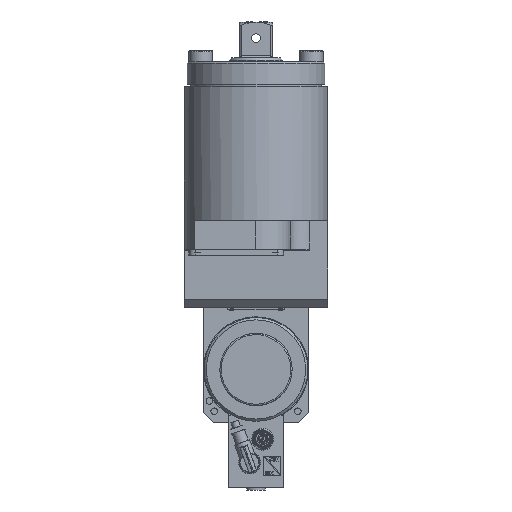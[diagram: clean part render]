
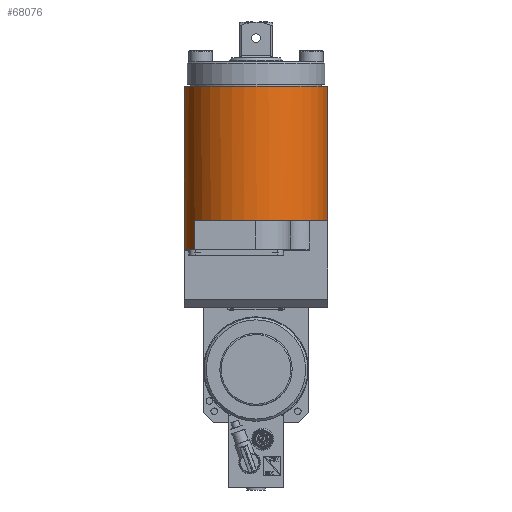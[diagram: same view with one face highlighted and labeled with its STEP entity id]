
A CAD part, left-side view. The second image highlights one B-rep face of the part: STEP entity #68076.
In plain terms, the highlighted cylindrical face has radius 54.5 mm (diameter 109 mm), a partial arc.
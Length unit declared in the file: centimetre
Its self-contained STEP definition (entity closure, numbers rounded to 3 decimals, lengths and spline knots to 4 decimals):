
#7312=FACE_OUTER_BOUND('',#11211,.T.);
#11211=EDGE_LOOP('',(#60403,#60404,#60405,#60406,#60407,#60408));
#13565=CIRCLE('',#72924,5.45);
#13690=CIRCLE('',#73140,5.45);
#13691=CIRCLE('',#73142,5.45);
#21056=LINE('',#149418,#26791);
#21144=LINE('',#152044,#26879);
#21145=LINE('',#152047,#26880);
#26791=VECTOR('',#87786,2.2);
#26879=VECTOR('',#88312,10.2);
#26880=VECTOR('',#88315,12.4);
#32888=VERTEX_POINT('',#149416);
#32889=VERTEX_POINT('',#149417);
#32891=VERTEX_POINT('',#149424);
#33053=VERTEX_POINT('',#152039);
#33054=VERTEX_POINT('',#152043);
#33055=VERTEX_POINT('',#152045);
#42169=EDGE_CURVE('',#32888,#32889,#21056,.T.);
#42173=EDGE_CURVE('',#32889,#32891,#13565,.T.);
#42421=EDGE_CURVE('',#33053,#32888,#13690,.T.);
#42422=EDGE_CURVE('',#33054,#33053,#21144,.T.);
#42423=EDGE_CURVE('',#33054,#33055,#13691,.T.);
#42424=EDGE_CURVE('',#33055,#32891,#21145,.T.);
#60403=ORIENTED_EDGE('',*,*,#42421,.F.);
#60404=ORIENTED_EDGE('',*,*,#42422,.F.);
#60405=ORIENTED_EDGE('',*,*,#42423,.T.);
#60406=ORIENTED_EDGE('',*,*,#42424,.T.);
#60407=ORIENTED_EDGE('',*,*,#42173,.F.);
#60408=ORIENTED_EDGE('',*,*,#42169,.F.);
#64873=CYLINDRICAL_SURFACE('',#73141,5.45);
#68076=ADVANCED_FACE('',(#7312),#64873,.T.);
#72924=AXIS2_PLACEMENT_3D('',#149425,#87792,#87793);
#73140=AXIS2_PLACEMENT_3D('',#152041,#88308,#88309);
#73141=AXIS2_PLACEMENT_3D('',#152042,#88310,#88311);
#73142=AXIS2_PLACEMENT_3D('',#152046,#88313,#88314);
#87786=DIRECTION('',(0.,0.,-1.));
#87792=DIRECTION('center_axis',(0.,0.,
-1.));
#87793=DIRECTION('ref_axis',(-0.514,0.858,0.));
#88308=DIRECTION('center_axis',(0.,0.,
-1.));
#88309=DIRECTION('ref_axis',(0.,-1.,0.));
#88310=DIRECTION('center_axis',(0.,0.,
-1.));
#88311=DIRECTION('ref_axis',(-1.,0.,0.));
#88312=DIRECTION('',(0.,0.,-1.));
#88313=DIRECTION('center_axis',(0.,0.,
-1.));
#88314=DIRECTION('ref_axis',(0.,-1.,0.));
#88315=DIRECTION('',(0.,0.,-1.));
#149416=CARTESIAN_POINT('',(-7.7,4.6757,1.1));
#149417=CARTESIAN_POINT('',(-7.7,4.6757,-1.1));
#149418=CARTESIAN_POINT('',(-7.7,4.6757,1.1));
#149424=CARTESIAN_POINT('',(-4.9,5.45,-1.1));
#149425=CARTESIAN_POINT('Origin',(-4.9,0.,
-1.1));
#152039=CARTESIAN_POINT('',(-4.9,-5.45,1.1));
#152041=CARTESIAN_POINT('Origin',(-4.9,0.,
1.1));
#152042=CARTESIAN_POINT('Origin',(-4.9,0.,
11.3));
#152043=CARTESIAN_POINT('',(-4.9,-5.45,11.3));
#152044=CARTESIAN_POINT('',(-4.9,-5.45,11.3));
#152045=CARTESIAN_POINT('',(-4.9,5.45,11.3));
#152046=CARTESIAN_POINT('Origin',(-4.9,0.,
11.3));
#152047=CARTESIAN_POINT('',(-4.9,5.45,11.3));
